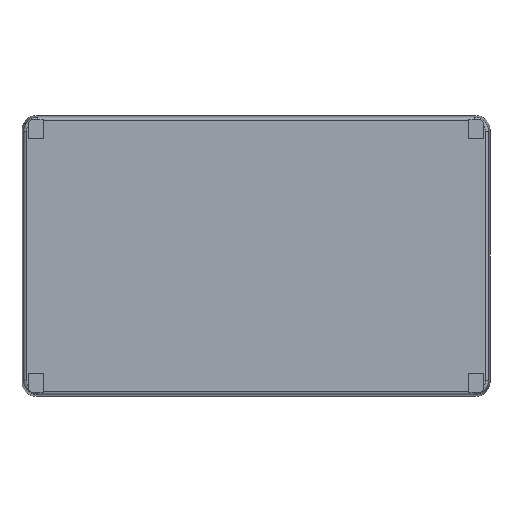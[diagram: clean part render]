
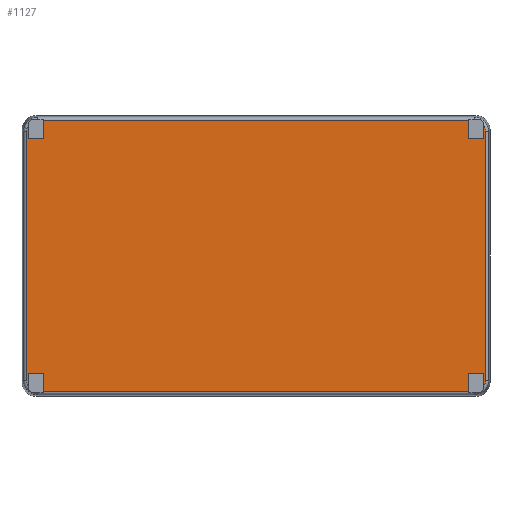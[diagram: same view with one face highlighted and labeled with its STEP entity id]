
A CAD part, front view. The second image highlights one B-rep face of the part: STEP entity #1127.
In plain terms, the highlighted planar face has unit normal (0, -1, 0).
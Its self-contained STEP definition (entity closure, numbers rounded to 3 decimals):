
#45=CARTESIAN_POINT('',(-98.081,0.,
-53.282));
#46=CARTESIAN_POINT('',(-98.081,0.,
-53.574));
#47=CARTESIAN_POINT('',(-98.029,0.,
-54.146));
#48=CARTESIAN_POINT('',(-97.798,0.,
-54.981));
#49=CARTESIAN_POINT('',(-97.55,0.,
-55.497));
#50=CARTESIAN_POINT('',(-97.4,0.,-55.747));
#56=DIRECTION('',(0.,0.,-1.));
#57=VECTOR('',#56,106.564);
#58=CARTESIAN_POINT('',(-98.081,0.,53.282));
#59=LINE('',#58,#57);
#63=CARTESIAN_POINT('',(-97.4,0.,55.747));
#64=CARTESIAN_POINT('',(-97.549,0.,55.498));
#65=CARTESIAN_POINT('',(-97.798,0.,
54.981));
#66=CARTESIAN_POINT('',(-98.029,0.,
54.146));
#67=CARTESIAN_POINT('',(-98.081,0.,53.574));
#68=CARTESIAN_POINT('',(-98.081,0.,53.282));
#73=DIRECTION('',(0.,0.,-1.));
#74=VECTOR('',#73,5.597);
#75=CARTESIAN_POINT('',(-97.4,0.,55.747));
#76=LINE('',#75,#74);
#80=DIRECTION('',(1.,0.,0.));
#81=VECTOR('',#80,6.5);
#82=CARTESIAN_POINT('',(-97.4,0.,50.15));
#83=LINE('',#82,#81);
#87=DIRECTION('',(0.,0.,1.));
#88=VECTOR('',#87,7.931);
#89=CARTESIAN_POINT('',(-90.9,0.,50.15));
#90=LINE('',#89,#88);
#94=DIRECTION('',(-1.,0.,0.));
#95=VECTOR('',#94,181.8);
#96=CARTESIAN_POINT('',(90.9,0.,58.081));
#97=LINE('',#96,#95);
#101=DIRECTION('',(0.,0.,-1.));
#102=VECTOR('',#101,7.931);
#103=CARTESIAN_POINT('',(90.9,0.,58.081));
#104=LINE('',#103,#102);
#108=DIRECTION('',(1.,0.,0.));
#109=VECTOR('',#108,6.5);
#110=CARTESIAN_POINT('',(90.9,0.,50.15));
#111=LINE('',#110,#109);
#115=DIRECTION('',(0.,0.,1.));
#116=VECTOR('',#115,5.597);
#117=CARTESIAN_POINT('',(97.4,0.,50.15));
#118=LINE('',#117,#116);
#122=CARTESIAN_POINT('',(98.081,0.,53.282));
#123=CARTESIAN_POINT('',(98.081,0.,53.574));
#124=CARTESIAN_POINT('',(98.029,0.,
54.146));
#125=CARTESIAN_POINT('',(97.798,0.,
54.981));
#126=CARTESIAN_POINT('',(97.55,0.,55.497));
#127=CARTESIAN_POINT('',(97.4,0.,55.747));
#132=DIRECTION('',(0.,0.,1.));
#133=VECTOR('',#132,106.564);
#134=CARTESIAN_POINT('',(98.081,0.,-53.282));
#135=LINE('',#134,#133);
#139=CARTESIAN_POINT('',(97.4,0.,-55.747));
#140=CARTESIAN_POINT('',(97.549,0.,
-55.498));
#141=CARTESIAN_POINT('',(97.798,0.,
-54.981));
#142=CARTESIAN_POINT('',(98.029,0.,
-54.146));
#143=CARTESIAN_POINT('',(98.081,0.,-53.574));
#144=CARTESIAN_POINT('',(98.081,0.,-53.282));
#149=DIRECTION('',(0.,0.,1.));
#150=VECTOR('',#149,5.597);
#151=CARTESIAN_POINT('',(97.4,0.,-55.747));
#152=LINE('',#151,#150);
#156=DIRECTION('',(-1.,0.,0.));
#157=VECTOR('',#156,6.5);
#158=CARTESIAN_POINT('',(97.4,0.,-50.15));
#159=LINE('',#158,#157);
#163=DIRECTION('',(0.,0.,-1.));
#164=VECTOR('',#163,7.931);
#165=CARTESIAN_POINT('',(90.9,0.,-50.15));
#166=LINE('',#165,#164);
#170=DIRECTION('',(1.,0.,0.));
#171=VECTOR('',#170,181.8);
#172=CARTESIAN_POINT('',(-90.9,0.,-58.081));
#173=LINE('',#172,#171);
#177=DIRECTION('',(0.,0.,1.));
#178=VECTOR('',#177,7.931);
#179=CARTESIAN_POINT('',(-90.9,0.,-58.081));
#180=LINE('',#179,#178);
#184=DIRECTION('',(-1.,0.,0.));
#185=VECTOR('',#184,6.5);
#186=CARTESIAN_POINT('',(-90.9,0.,-50.15));
#187=LINE('',#186,#185);
#191=DIRECTION('',(0.,0.,-1.));
#192=VECTOR('',#191,5.597);
#193=CARTESIAN_POINT('',(-97.4,0.,-50.15));
#194=LINE('',#193,#192);
#217=CARTESIAN_POINT('',(-97.4,0.,-55.747));
#294=CARTESIAN_POINT('',(97.4,0.,-55.747));
#551=CARTESIAN_POINT('',(-97.4,0.,55.747));
#797=CARTESIAN_POINT('',(97.4,0.,55.747));
#984=CARTESIAN_POINT('',(-97.4,0.,50.15));
#985=CARTESIAN_POINT('',(-90.9,0.,50.15));
#986=VERTEX_POINT('',#984);
#987=VERTEX_POINT('',#985);
#1018=CARTESIAN_POINT('',(90.9,0.,50.15));
#1019=CARTESIAN_POINT('',(97.4,0.,50.15));
#1020=VERTEX_POINT('',#1018);
#1021=VERTEX_POINT('',#1019);
#1022=CARTESIAN_POINT('',(-90.9,0.,-50.15));
#1023=CARTESIAN_POINT('',(-97.4,0.,-50.15));
#1024=VERTEX_POINT('',#1022);
#1025=VERTEX_POINT('',#1023);
#1026=CARTESIAN_POINT('',(97.4,0.,-50.15));
#1027=CARTESIAN_POINT('',(90.9,0.,-50.15));
#1028=VERTEX_POINT('',#1026);
#1029=VERTEX_POINT('',#1027);
#1030=VERTEX_POINT('',#217);
#1036=VERTEX_POINT('',#45);
#1037=CARTESIAN_POINT('',(-98.081,0.,
53.282));
#1038=VERTEX_POINT('',#1037);
#1044=VERTEX_POINT('',#551);
#1046=CARTESIAN_POINT('',(-90.9,0.,-58.081));
#1047=CARTESIAN_POINT('',(90.9,0.,-58.081));
#1048=VERTEX_POINT('',#1046);
#1049=VERTEX_POINT('',#1047);
#1060=VERTEX_POINT('',#294);
#1061=VERTEX_POINT('',#144);
#1063=CARTESIAN_POINT('',(98.081,0.,
53.282));
#1064=VERTEX_POINT('',#1063);
#1067=VERTEX_POINT('',#797);
#1072=CARTESIAN_POINT('',(90.9,0.,58.081));
#1073=CARTESIAN_POINT('',(-90.9,0.,58.081));
#1074=VERTEX_POINT('',#1072);
#1075=VERTEX_POINT('',#1073);
#1080=CARTESIAN_POINT('',(0.,0.,0.));
#1081=DIRECTION('',(0.,1.,0.));
#1082=DIRECTION('',(1.,0.,0.));
#1083=AXIS2_PLACEMENT_3D('',#1080,#1081,#1082);
#1084=PLANE('',#1083);
#1086=ORIENTED_EDGE('',*,*,#1085,.F.);
#1088=ORIENTED_EDGE('',*,*,#1087,.F.);
#1090=ORIENTED_EDGE('',*,*,#1089,.F.);
#1092=ORIENTED_EDGE('',*,*,#1091,.T.);
#1094=ORIENTED_EDGE('',*,*,#1093,.T.);
#1096=ORIENTED_EDGE('',*,*,#1095,.T.);
#1098=ORIENTED_EDGE('',*,*,#1097,.F.);
#1100=ORIENTED_EDGE('',*,*,#1099,.T.);
#1102=ORIENTED_EDGE('',*,*,#1101,.T.);
#1104=ORIENTED_EDGE('',*,*,#1103,.T.);
#1106=ORIENTED_EDGE('',*,*,#1105,.F.);
#1108=ORIENTED_EDGE('',*,*,#1107,.F.);
#1110=ORIENTED_EDGE('',*,*,#1109,.F.);
#1112=ORIENTED_EDGE('',*,*,#1111,.T.);
#1114=ORIENTED_EDGE('',*,*,#1113,.T.);
#1116=ORIENTED_EDGE('',*,*,#1115,.T.);
#1118=ORIENTED_EDGE('',*,*,#1117,.F.);
#1120=ORIENTED_EDGE('',*,*,#1119,.T.);
#1122=ORIENTED_EDGE('',*,*,#1121,.T.);
#1124=ORIENTED_EDGE('',*,*,#1123,.T.);
#1125=EDGE_LOOP('',(#1086,#1088,#1090,#1092,#1094,#1096,#1098,#1100,#1102,#1104,
#1106,#1108,#1110,#1112,#1114,#1116,#1118,#1120,#1122,#1124));
#1126=FACE_OUTER_BOUND('',#1125,.F.);
#1127=ADVANCED_FACE('',(#1126),#1084,.F.);
#51=B_SPLINE_CURVE_WITH_KNOTS('',3,(#45,#46,#47,#48,#49,#50),.UNSPECIFIED.,.F.,
.F.,(4,1,1,4),(0.,0.333,0.667,1.),.UNSPECIFIED.);
#69=B_SPLINE_CURVE_WITH_KNOTS('',3,(#63,#64,#65,#66,#67,#68),.UNSPECIFIED.,.F.,
.F.,(4,1,1,4),(0.,0.333,0.667,1.),.UNSPECIFIED.);
#128=B_SPLINE_CURVE_WITH_KNOTS('',3,(#122,#123,#124,#125,#126,#127),
.UNSPECIFIED.,.F.,.F.,(4,1,1,4),(0.,0.333,0.667,1.),
.UNSPECIFIED.);
#145=B_SPLINE_CURVE_WITH_KNOTS('',3,(#139,#140,#141,#142,#143,#144),
.UNSPECIFIED.,.F.,.F.,(4,1,1,4),(0.,0.333,0.667,1.),
.UNSPECIFIED.);
#1085=EDGE_CURVE('',#1036,#1030,#51,.T.);
#1087=EDGE_CURVE('',#1038,#1036,#59,.T.);
#1089=EDGE_CURVE('',#1044,#1038,#69,.T.);
#1091=EDGE_CURVE('',#1044,#986,#76,.T.);
#1093=EDGE_CURVE('',#986,#987,#83,.T.);
#1095=EDGE_CURVE('',#987,#1075,#90,.T.);
#1097=EDGE_CURVE('',#1074,#1075,#97,.T.);
#1099=EDGE_CURVE('',#1074,#1020,#104,.T.);
#1101=EDGE_CURVE('',#1020,#1021,#111,.T.);
#1103=EDGE_CURVE('',#1021,#1067,#118,.T.);
#1105=EDGE_CURVE('',#1064,#1067,#128,.T.);
#1107=EDGE_CURVE('',#1061,#1064,#135,.T.);
#1109=EDGE_CURVE('',#1060,#1061,#145,.T.);
#1111=EDGE_CURVE('',#1060,#1028,#152,.T.);
#1113=EDGE_CURVE('',#1028,#1029,#159,.T.);
#1115=EDGE_CURVE('',#1029,#1049,#166,.T.);
#1117=EDGE_CURVE('',#1048,#1049,#173,.T.);
#1119=EDGE_CURVE('',#1048,#1024,#180,.T.);
#1121=EDGE_CURVE('',#1024,#1025,#187,.T.);
#1123=EDGE_CURVE('',#1025,#1030,#194,.T.);
